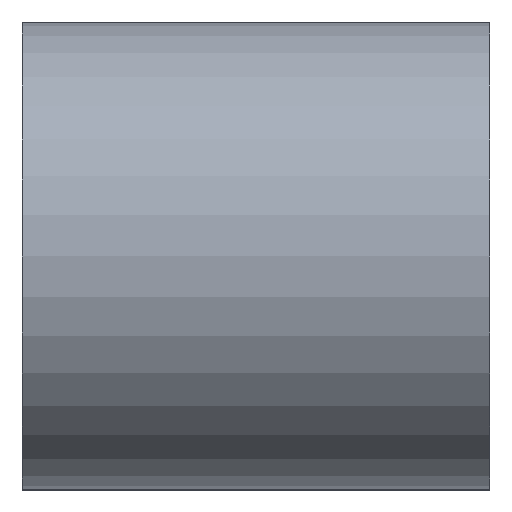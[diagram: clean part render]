
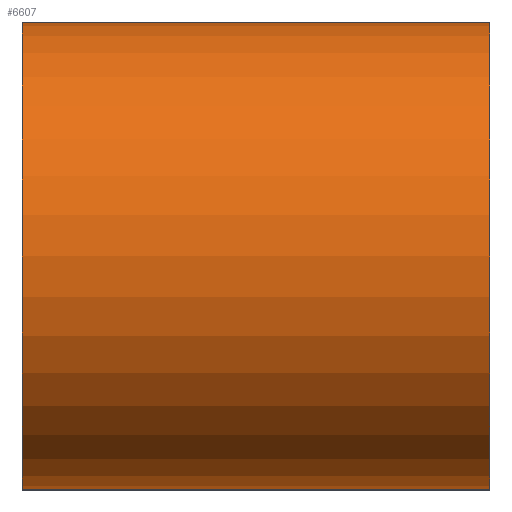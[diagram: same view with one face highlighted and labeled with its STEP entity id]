
A CAD part, left-side view. The second image highlights one B-rep face of the part: STEP entity #6607.
In plain terms, the highlighted cylindrical face has radius 5 mm (diameter 10 mm), a partial arc.
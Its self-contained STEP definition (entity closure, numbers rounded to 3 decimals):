
#319=CIRCLE('',#7197,5.);
#320=CIRCLE('',#7199,5.);
#434=CYLINDRICAL_SURFACE('',#7198,5.);
#755=FACE_OUTER_BOUND('',#1104,.T.);
#1104=EDGE_LOOP('',(#6057,#6058,#6059,#6060));
#1821=LINE('',#11028,#2537);
#1822=LINE('',#11031,#2538);
#2537=VECTOR('',#9066,10.);
#2538=VECTOR('',#9069,10.);
#3181=VERTEX_POINT('',#11021);
#3182=VERTEX_POINT('',#11023);
#3183=VERTEX_POINT('',#11027);
#3184=VERTEX_POINT('',#11029);
#4142=EDGE_CURVE('',#3181,#3182,#319,.T.);
#4144=EDGE_CURVE('',#3183,#3181,#1821,.T.);
#4145=EDGE_CURVE('',#3184,#3183,#320,.T.);
#4146=EDGE_CURVE('',#3182,#3184,#1822,.T.);
#6057=ORIENTED_EDGE('',*,*,#4144,.F.);
#6058=ORIENTED_EDGE('',*,*,#4145,.F.);
#6059=ORIENTED_EDGE('',*,*,#4146,.F.);
#6060=ORIENTED_EDGE('',*,*,#4142,.F.);
#6607=ADVANCED_FACE('',(#755),#434,.T.);
#7197=AXIS2_PLACEMENT_3D('',#11024,#9061,#9062);
#7198=AXIS2_PLACEMENT_3D('',#11026,#9064,#9065);
#7199=AXIS2_PLACEMENT_3D('',#11030,#9067,#9068);
#9061=DIRECTION('center_axis',(0.,-1.,0.));
#9062=DIRECTION('ref_axis',(-1.,0.,0.));
#9064=DIRECTION('center_axis',(0.,1.,0.));
#9065=DIRECTION('ref_axis',(0.,0.,
-1.));
#9066=DIRECTION('',(0.,-1.,0.));
#9067=DIRECTION('center_axis',(0.,1.,0.));
#9068=DIRECTION('ref_axis',(0.,0.,
-1.));
#9069=DIRECTION('',(0.,1.,0.));
#11021=CARTESIAN_POINT('',(-86.093,14.955,9.592));
#11023=CARTESIAN_POINT('',(-86.093,14.955,-0.408));
#11024=CARTESIAN_POINT('Origin',(-86.093,14.955,4.592));
#11026=CARTESIAN_POINT('Origin',(-86.093,19.955,4.592));
#11027=CARTESIAN_POINT('',(-86.093,24.955,9.592));
#11028=CARTESIAN_POINT('',(-86.093,19.955,9.592));
#11029=CARTESIAN_POINT('',(-86.093,24.955,-0.408));
#11030=CARTESIAN_POINT('Origin',(-86.093,24.955,4.592));
#11031=CARTESIAN_POINT('',(-86.093,19.955,-0.408));
